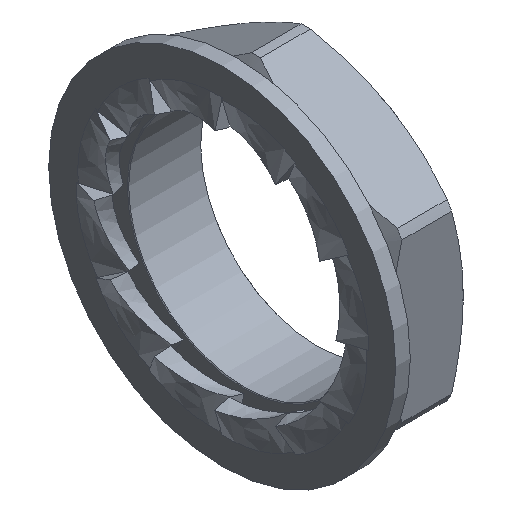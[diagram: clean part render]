
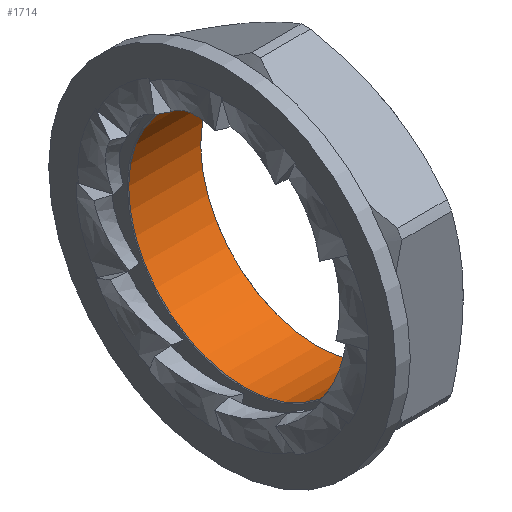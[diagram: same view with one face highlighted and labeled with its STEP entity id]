
A CAD part, isometric view. The second image highlights one B-rep face of the part: STEP entity #1714.
In plain terms, the highlighted cylindrical face has radius 3.175 mm (diameter 6.35 mm), a full revolution.
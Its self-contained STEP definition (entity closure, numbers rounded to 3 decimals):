
#468=FACE_BOUND('',#632,.T.);
#536=FACE_OUTER_BOUND('',#631,.T.);
#631=EDGE_LOOP('',(#1515));
#632=EDGE_LOOP('',(#1516));
#667=CIRCLE('',#1776,3.175);
#668=CIRCLE('',#1777,3.175);
#829=VERTEX_POINT('',#3359);
#830=VERTEX_POINT('',#3361);
#1063=EDGE_CURVE('',#829,#829,#667,.T.);
#1064=EDGE_CURVE('',#830,#830,#668,.T.);
#1515=ORIENTED_EDGE('',*,*,#1063,.F.);
#1516=ORIENTED_EDGE('',*,*,#1064,.F.);
#1644=CYLINDRICAL_SURFACE('',#1775,3.175);
#1714=ADVANCED_FACE('',(#536,#468),#1644,.F.);
#1775=AXIS2_PLACEMENT_3D('',#3358,#2012,#2013);
#1776=AXIS2_PLACEMENT_3D('',#3360,#2014,#2015);
#1777=AXIS2_PLACEMENT_3D('',#3362,#2016,#2017);
#2012=DIRECTION('center_axis',(1.,0.,0.));
#2013=DIRECTION('ref_axis',(0.,0.,-1.));
#2014=DIRECTION('center_axis',(1.,0.,0.));
#2015=DIRECTION('ref_axis',(0.,0.,-1.));
#2016=DIRECTION('center_axis',(-1.,0.,0.));
#2017=DIRECTION('ref_axis',(0.,0.,-1.));
#3358=CARTESIAN_POINT('Origin',(17.363,0.,
0.5));
#3359=CARTESIAN_POINT('',(13.764,0.,3.675));
#3360=CARTESIAN_POINT('Origin',(13.764,0.,
0.5));
#3361=CARTESIAN_POINT('',(15.736,0.,3.675));
#3362=CARTESIAN_POINT('Origin',(15.736,0.,
0.5));
